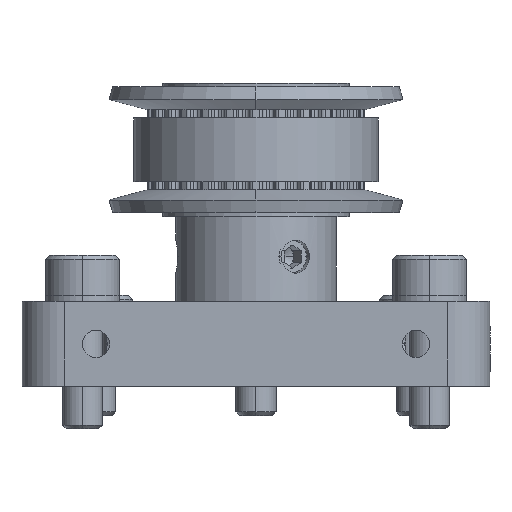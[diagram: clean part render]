
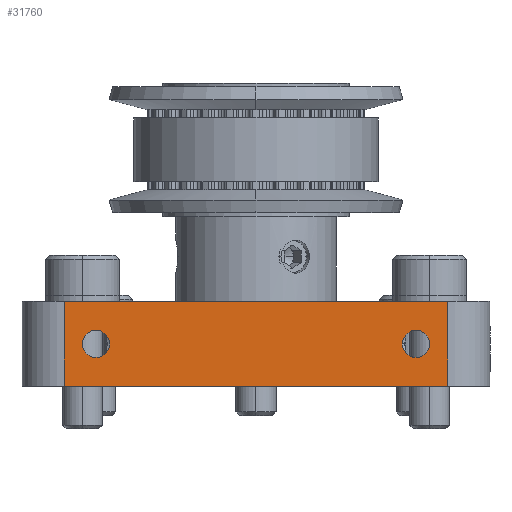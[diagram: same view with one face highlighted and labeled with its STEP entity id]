
A CAD part, left-side view. The second image highlights one B-rep face of the part: STEP entity #31760.
In plain terms, the highlighted planar face has unit normal (-1, 0, 0).
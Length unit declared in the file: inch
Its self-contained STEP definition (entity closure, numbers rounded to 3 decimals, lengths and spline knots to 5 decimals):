
#540 = ORIENTED_EDGE ( 'NONE', *, *, #21360, .F. ) ;
#1300 = ORIENTED_EDGE ( 'NONE', *, *, #17893, .F. ) ;
#1308 = EDGE_LOOP ( 'NONE', ( #540, #1300 ) ) ;
#1563 = VERTEX_POINT ( 'NONE', #5622 ) ;
#1601 = AXIS2_PLACEMENT_3D ( 'NONE', #24293, #29152, #4610 ) ;
#1675 = DIRECTION ( 'NONE',  ( -1., 0., 0. ) ) ;
#2005 = CARTESIAN_POINT ( 'NONE',  ( -2.00787, 0.47197, -0.125 ) ) ;
#2164 = CARTESIAN_POINT ( 'NONE',  ( -2.00787, 0.43161, -0.125 ) ) ;
#3449 = EDGE_CURVE ( 'NONE', #31000, #27128, #15388, .T. ) ;
#3582 = FACE_BOUND ( 'NONE', #6946, .T. ) ;
#3896 = ORIENTED_EDGE ( 'NONE', *, *, #13055, .F. ) ;
#4610 = DIRECTION ( 'NONE',  ( 0., 1., 0. ) ) ;
#5622 = CARTESIAN_POINT ( 'NONE',  ( -2.00787, -0.51232, -0.125 ) ) ;
#6547 = DIRECTION ( 'NONE',  ( 0., 1., 0. ) ) ;
#6946 = EDGE_LOOP ( 'NONE', ( #15255, #22552 ) ) ;
#7383 = DIRECTION ( 'NONE',  ( 0., -1., 0. ) ) ;
#7559 = LINE ( 'NONE', #15211, #29616 ) ;
#7661 = VECTOR ( 'NONE', #20581, 39.37008 ) ;
#7944 = CARTESIAN_POINT ( 'NONE',  ( -2.00787, -0.68996, -0.25 ) ) ;
#8234 = AXIS2_PLACEMENT_3D ( 'NONE', #13879, #28933, #6547 ) ;
#9917 = CIRCLE ( 'NONE', #23244, 0.04035 ) ;
#11365 = CARTESIAN_POINT ( 'NONE',  ( -2.00787, 0.47197, -0.125 ) ) ;
#11709 = EDGE_CURVE ( 'NONE', #27128, #18379, #28070, .T. ) ;
#12168 = DIRECTION ( 'NONE',  ( 0., 1., 0. ) ) ;
#12347 = LINE ( 'NONE', #32733, #21644 ) ;
#12895 = CARTESIAN_POINT ( 'NONE',  ( -2.00787, 0., -0.25 ) ) ;
#13055 = EDGE_CURVE ( 'NONE', #18379, #30796, #7559, .T. ) ;
#13518 = EDGE_CURVE ( 'NONE', #30796, #31000, #12347, .T. ) ;
#13879 = CARTESIAN_POINT ( 'NONE',  ( -2.00787, -0.47197, -0.125 ) ) ;
#14290 = CARTESIAN_POINT ( 'NONE',  ( -2.00787, 0.56496, -0.25 ) ) ;
#14892 = DIRECTION ( 'NONE',  ( 0., 0., 1. ) ) ;
#15211 = CARTESIAN_POINT ( 'NONE',  ( -2.00787, -0.68996, 0. ) ) ;
#15255 = ORIENTED_EDGE ( 'NONE', *, *, #22006, .F. ) ;
#15388 = LINE ( 'NONE', #12895, #7661 ) ;
#16207 = DIRECTION ( 'NONE',  ( -1., 0., 0. ) ) ;
#17342 = DIRECTION ( 'NONE',  ( 0., 0., -1. ) ) ;
#17722 = VECTOR ( 'NONE', #14892, 39.37008 ) ;
#17893 = EDGE_CURVE ( 'NONE', #1563, #25995, #25047, .T. ) ;
#18093 = ORIENTED_EDGE ( 'NONE', *, *, #13518, .F. ) ;
#18116 = DIRECTION ( 'NONE',  ( 0., -1., 0. ) ) ;
#18379 = VERTEX_POINT ( 'NONE', #18524 ) ;
#18524 = CARTESIAN_POINT ( 'NONE',  ( -2.00787, 0.56496, 0. ) ) ;
#19906 = CARTESIAN_POINT ( 'NONE',  ( -2.00787, 0.56496, -0.25 ) ) ;
#20581 = DIRECTION ( 'NONE',  ( 0., 1., 0. ) ) ;
#20633 = FACE_BOUND ( 'NONE', #1308, .T. ) ;
#20911 = DIRECTION ( 'NONE',  ( 0., 1., 0. ) ) ;
#21322 = CARTESIAN_POINT ( 'NONE',  ( -2.00787, 0.51232, -0.125 ) ) ;
#21360 = EDGE_CURVE ( 'NONE', #25995, #1563, #22641, .T. ) ;
#21644 = VECTOR ( 'NONE', #17342, 39.37008 ) ;
#22006 = EDGE_CURVE ( 'NONE', #25744, #26764, #22143, .T. ) ;
#22143 = CIRCLE ( 'NONE', #24250, 0.04035 ) ;
#22552 = ORIENTED_EDGE ( 'NONE', *, *, #23777, .F. ) ;
#22641 = CIRCLE ( 'NONE', #8234, 0.04035 ) ;
#23244 = AXIS2_PLACEMENT_3D ( 'NONE', #11365, #16207, #20911 ) ;
#23400 = CARTESIAN_POINT ( 'NONE',  ( -2.00787, -0.56496, 0. ) ) ;
#23777 = EDGE_CURVE ( 'NONE', #26764, #25744, #9917, .T. ) ;
#24250 = AXIS2_PLACEMENT_3D ( 'NONE', #2005, #1675, #12168 ) ;
#24293 = CARTESIAN_POINT ( 'NONE',  ( -2.00787, -0.47197, -0.125 ) ) ;
#25047 = CIRCLE ( 'NONE', #1601, 0.04035 ) ;
#25744 = VERTEX_POINT ( 'NONE', #21322 ) ;
#25995 = VERTEX_POINT ( 'NONE', #30162 ) ;
#26437 = FACE_OUTER_BOUND ( 'NONE', #30283, .T. ) ;
#26764 = VERTEX_POINT ( 'NONE', #2164 ) ;
#27128 = VERTEX_POINT ( 'NONE', #14290 ) ;
#28070 = LINE ( 'NONE', #19906, #17722 ) ;
#28302 = DIRECTION ( 'NONE',  ( 1., 0., 0. ) ) ;
#28425 = ORIENTED_EDGE ( 'NONE', *, *, #3449, .F. ) ;
#28933 = DIRECTION ( 'NONE',  ( -1., 0., 0. ) ) ;
#28992 = ORIENTED_EDGE ( 'NONE', *, *, #11709, .F. ) ;
#29152 = DIRECTION ( 'NONE',  ( -1., 0., 0. ) ) ;
#29616 = VECTOR ( 'NONE', #7383, 39.37008 ) ;
#30162 = CARTESIAN_POINT ( 'NONE',  ( -2.00787, -0.43161, -0.125 ) ) ;
#30283 = EDGE_LOOP ( 'NONE', ( #28992, #28425, #18093, #3896 ) ) ;
#30796 = VERTEX_POINT ( 'NONE', #23400 ) ;
#30819 = PLANE ( 'NONE',  #32097 ) ;
#31000 = VERTEX_POINT ( 'NONE', #31104 ) ;
#31104 = CARTESIAN_POINT ( 'NONE',  ( -2.00787, -0.56496, -0.25 ) ) ;
#31760 = ADVANCED_FACE ( 'NONE', ( #26437, #20633, #3582 ), #30819, .F. ) ;
#32097 = AXIS2_PLACEMENT_3D ( 'NONE', #7944, #28302, #18116 ) ;
#32733 = CARTESIAN_POINT ( 'NONE',  ( -2.00787, -0.56496, -0.25 ) ) ;
